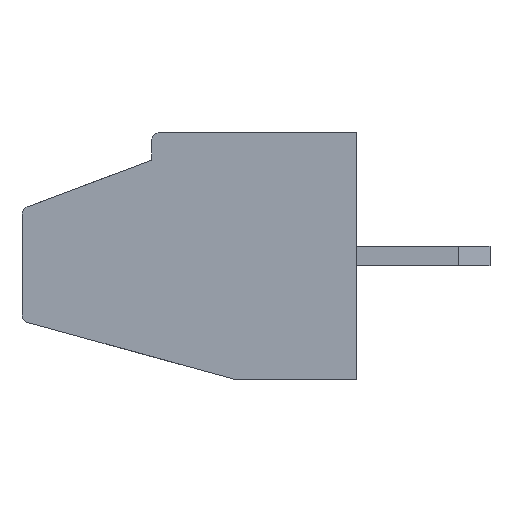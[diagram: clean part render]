
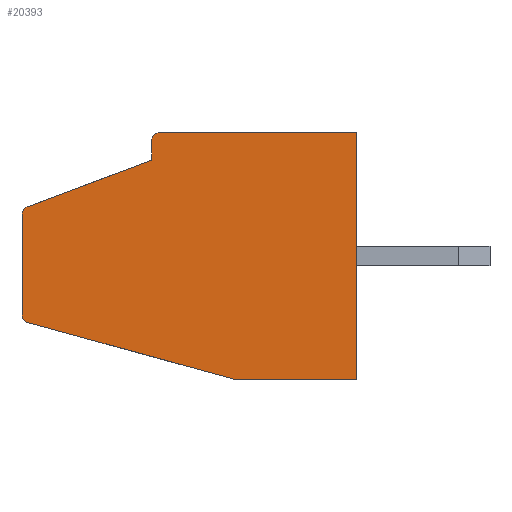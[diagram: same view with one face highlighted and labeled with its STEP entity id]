
A CAD part, left-side view. The second image highlights one B-rep face of the part: STEP entity #20393.
In plain terms, the highlighted planar face has unit normal (-1, 0, 0).
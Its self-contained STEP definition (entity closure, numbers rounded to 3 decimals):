
#962 = CARTESIAN_POINT ( 'NONE',  ( -1.495, 0., 3.135 ) ) ;
#992 = LINE ( 'NONE', #1320, #24054 ) ;
#1320 = CARTESIAN_POINT ( 'NONE',  ( -1.495, 8.5, 3.135 ) ) ;
#1324 = CARTESIAN_POINT ( 'NONE',  ( -1.495, 0., -3.135 ) ) ;
#1869 = DIRECTION ( 'NONE',  ( 0., 0., 1. ) ) ;
#1947 = CARTESIAN_POINT ( 'NONE',  ( -1.495, 8.353, -1.69 ) ) ;
#2460 = DIRECTION ( 'NONE',  ( 0., 0., -1. ) ) ;
#2565 = VECTOR ( 'NONE', #1869, 1000. ) ;
#2603 = EDGE_CURVE ( 'NONE', #30304, #7043, #14065, .T. ) ;
#2831 = VERTEX_POINT ( 'NONE', #16917 ) ;
#3118 = CIRCLE ( 'NONE', #22180, 0.2 ) ;
#3858 = EDGE_LOOP ( 'NONE', ( #4688, #28843, #19933, #8354, #32325, #32840, #13465, #15833, #20922, #19848 ) ) ;
#3978 = DIRECTION ( 'NONE',  ( 0., -0.937, 0.351 ) ) ;
#4382 = LINE ( 'NONE', #14570, #9998 ) ;
#4688 = ORIENTED_EDGE ( 'NONE', *, *, #18102, .F. ) ;
#4859 = VERTEX_POINT ( 'NONE', #962 ) ;
#4968 = VERTEX_POINT ( 'NONE', #1947 ) ;
#5500 = DIRECTION ( 'NONE',  ( 0., 0., -1. ) ) ;
#6444 = EDGE_CURVE ( 'NONE', #26425, #4859, #23568, .T. ) ;
#6471 = CARTESIAN_POINT ( 'NONE',  ( -1.495, 5., 2.935 ) ) ;
#7043 = VERTEX_POINT ( 'NONE', #27897 ) ;
#8040 = CARTESIAN_POINT ( 'NONE',  ( -1.495, 0., 3.135 ) ) ;
#8354 = ORIENTED_EDGE ( 'NONE', *, *, #26596, .F. ) ;
#8622 = VECTOR ( 'NONE', #3978, 1000. ) ;
#9433 = EDGE_CURVE ( 'NONE', #10235, #2831, #20568, .T. ) ;
#9998 = VECTOR ( 'NONE', #30494, 1000. ) ;
#10052 = VECTOR ( 'NONE', #26651, 1000. ) ;
#10235 = VERTEX_POINT ( 'NONE', #15438 ) ;
#11124 = VERTEX_POINT ( 'NONE', #21778 ) ;
#11313 = DIRECTION ( 'NONE',  ( 0., -1., 0. ) ) ;
#12014 = EDGE_CURVE ( 'NONE', #12084, #2831, #28693, .T. ) ;
#12084 = VERTEX_POINT ( 'NONE', #16664 ) ;
#13465 = ORIENTED_EDGE ( 'NONE', *, *, #29176, .T. ) ;
#13781 = DIRECTION ( 'NONE',  ( -1., 0., 0. ) ) ;
#14065 = CIRCLE ( 'NONE', #14621, 0.2 ) ;
#14443 = DIRECTION ( 'NONE',  ( -1., 0., 0. ) ) ;
#14570 = CARTESIAN_POINT ( 'NONE',  ( -1.495, 8.5, -1.65 ) ) ;
#14621 = AXIS2_PLACEMENT_3D ( 'NONE', #6471, #13781, #19087 ) ;
#15438 = CARTESIAN_POINT ( 'NONE',  ( -1.495, 8.5, -1.498 ) ) ;
#15833 = ORIENTED_EDGE ( 'NONE', *, *, #31354, .F. ) ;
#16179 = LINE ( 'NONE', #26480, #10052 ) ;
#16664 = CARTESIAN_POINT ( 'NONE',  ( -1.495, 8.37, 1.249 ) ) ;
#16917 = CARTESIAN_POINT ( 'NONE',  ( -1.495, 8.5, 1.061 ) ) ;
#17429 = CARTESIAN_POINT ( 'NONE',  ( -1.495, 5.2, 2.435 ) ) ;
#17758 = DIRECTION ( 'NONE',  ( 1., 0., 0. ) ) ;
#18102 = EDGE_CURVE ( 'NONE', #30304, #4859, #992, .T. ) ;
#18759 = DIRECTION ( 'NONE',  ( -1., 0., 0. ) ) ;
#18784 = EDGE_CURVE ( 'NONE', #11124, #7043, #22583, .T. ) ;
#19087 = DIRECTION ( 'NONE',  ( 0., 0., -1. ) ) ;
#19413 = DIRECTION ( 'NONE',  ( 0., 0., -1. ) ) ;
#19848 = ORIENTED_EDGE ( 'NONE', *, *, #6444, .T. ) ;
#19933 = ORIENTED_EDGE ( 'NONE', *, *, #18784, .F. ) ;
#20393 = ADVANCED_FACE ( 'NONE', ( #25822 ), #31123, .F. ) ;
#20568 = LINE ( 'NONE', #20739, #2565 ) ;
#20739 = CARTESIAN_POINT ( 'NONE',  ( -1.495, 8.5, 3.135 ) ) ;
#20922 = ORIENTED_EDGE ( 'NONE', *, *, #32109, .T. ) ;
#20934 = VECTOR ( 'NONE', #26313, 1000. ) ;
#21355 = LINE ( 'NONE', #31801, #8622 ) ;
#21778 = CARTESIAN_POINT ( 'NONE',  ( -1.495, 5.2, 2.435 ) ) ;
#22180 = AXIS2_PLACEMENT_3D ( 'NONE', #29046, #18759, #5500 ) ;
#22317 = CARTESIAN_POINT ( 'NONE',  ( -1.495, 8.3, 1.061 ) ) ;
#22583 = LINE ( 'NONE', #17429, #29688 ) ;
#23568 = LINE ( 'NONE', #8040, #20934 ) ;
#23575 = CARTESIAN_POINT ( 'NONE',  ( -1.495, 8.5, 3.135 ) ) ;
#24054 = VECTOR ( 'NONE', #11313, 1000. ) ;
#25030 = CARTESIAN_POINT ( 'NONE',  ( -1.495, 3.1, -3.135 ) ) ;
#25822 = FACE_OUTER_BOUND ( 'NONE', #3858, .T. ) ;
#25953 = AXIS2_PLACEMENT_3D ( 'NONE', #22317, #14443, #19413 ) ;
#26313 = DIRECTION ( 'NONE',  ( 0., 0., 1. ) ) ;
#26425 = VERTEX_POINT ( 'NONE', #1324 ) ;
#26480 = CARTESIAN_POINT ( 'NONE',  ( -1.495, 8.5, -3.135 ) ) ;
#26596 = EDGE_CURVE ( 'NONE', #12084, #11124, #21355, .T. ) ;
#26651 = DIRECTION ( 'NONE',  ( 0., -1., 0. ) ) ;
#27897 = CARTESIAN_POINT ( 'NONE',  ( -1.495, 5.2, 2.935 ) ) ;
#27912 = DIRECTION ( 'NONE',  ( 0., 0., 1. ) ) ;
#28605 = AXIS2_PLACEMENT_3D ( 'NONE', #23575, #17758, #2460 ) ;
#28693 = CIRCLE ( 'NONE', #25953, 0.2 ) ;
#28843 = ORIENTED_EDGE ( 'NONE', *, *, #2603, .T. ) ;
#29046 = CARTESIAN_POINT ( 'NONE',  ( -1.495, 8.3, -1.498 ) ) ;
#29176 = EDGE_CURVE ( 'NONE', #10235, #4968, #3118, .T. ) ;
#29688 = VECTOR ( 'NONE', #27912, 1000. ) ;
#30304 = VERTEX_POINT ( 'NONE', #32782 ) ;
#30494 = DIRECTION ( 'NONE',  ( 0., 0.964, 0.265 ) ) ;
#31123 = PLANE ( 'NONE',  #28605 ) ;
#31354 = EDGE_CURVE ( 'NONE', #32362, #4968, #4382, .T. ) ;
#31801 = CARTESIAN_POINT ( 'NONE',  ( -1.495, 8.5, 1.2 ) ) ;
#32109 = EDGE_CURVE ( 'NONE', #32362, #26425, #16179, .T. ) ;
#32325 = ORIENTED_EDGE ( 'NONE', *, *, #12014, .T. ) ;
#32362 = VERTEX_POINT ( 'NONE', #25030 ) ;
#32782 = CARTESIAN_POINT ( 'NONE',  ( -1.495, 5., 3.135 ) ) ;
#32840 = ORIENTED_EDGE ( 'NONE', *, *, #9433, .F. ) ;
